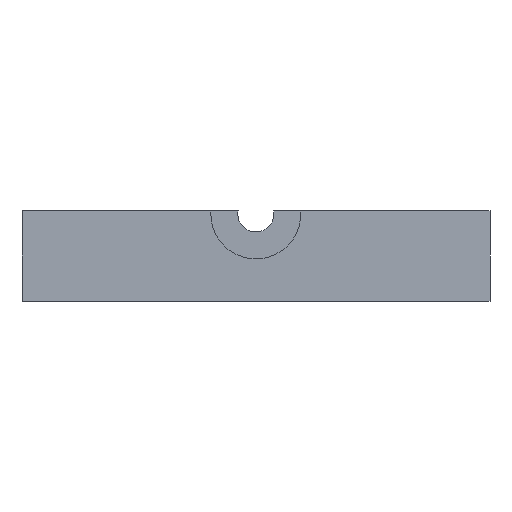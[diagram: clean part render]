
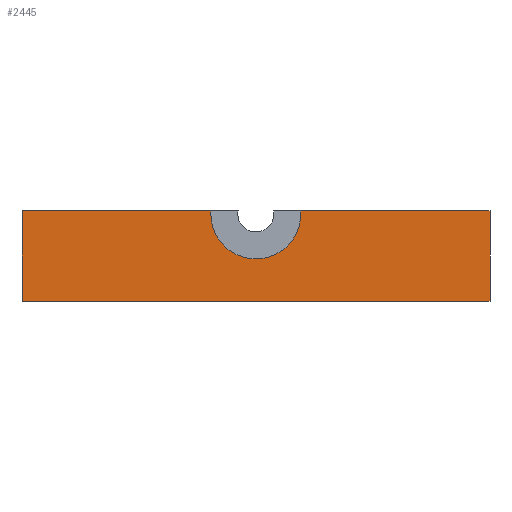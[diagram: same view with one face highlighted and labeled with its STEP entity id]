
A CAD part, front view. The second image highlights one B-rep face of the part: STEP entity #2445.
In plain terms, the highlighted planar face has unit normal (0, -1, 0).
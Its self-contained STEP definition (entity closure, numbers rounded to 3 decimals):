
#22=CIRCLE('',#2580,2.5);
#114=FACE_OUTER_BOUND('',#234,.T.);
#234=EDGE_LOOP('',(#2024,#2025,#2026,#2027,#2028,#2029));
#515=LINE('',#3731,#855);
#563=LINE('',#3817,#903);
#581=LINE('',#3850,#921);
#587=LINE('',#3861,#927);
#588=LINE('',#3863,#928);
#855=VECTOR('',#3000,10.);
#903=VECTOR('',#3076,10.);
#921=VECTOR('',#3096,10.);
#927=VECTOR('',#3106,10.);
#928=VECTOR('',#3109,10.);
#1138=VERTEX_POINT('',#3728);
#1139=VERTEX_POINT('',#3730);
#1163=VERTEX_POINT('',#3815);
#1176=VERTEX_POINT('',#3847);
#1177=VERTEX_POINT('',#3849);
#1180=VERTEX_POINT('',#3860);
#1431=EDGE_CURVE('',#1139,#1138,#515,.T.);
#1479=EDGE_CURVE('',#1138,#1163,#563,.T.);
#1497=EDGE_CURVE('',#1177,#1176,#581,.T.);
#1503=EDGE_CURVE('',#1176,#1180,#587,.T.);
#1504=EDGE_CURVE('',#1180,#1139,#22,.T.);
#1505=EDGE_CURVE('',#1163,#1177,#588,.T.);
#2024=ORIENTED_EDGE('',*,*,#1497,.T.);
#2025=ORIENTED_EDGE('',*,*,#1503,.T.);
#2026=ORIENTED_EDGE('',*,*,#1504,.T.);
#2027=ORIENTED_EDGE('',*,*,#1431,.T.);
#2028=ORIENTED_EDGE('',*,*,#1479,.T.);
#2029=ORIENTED_EDGE('',*,*,#1505,.T.);
#2332=PLANE('',#2579);
#2445=ADVANCED_FACE('',(#114),#2332,.T.);
#2579=AXIS2_PLACEMENT_3D('',#3859,#3104,#3105);
#2580=AXIS2_PLACEMENT_3D('',#3862,#3107,#3108);
#3000=DIRECTION('',(-1.,0.,0.));
#3076=DIRECTION('',(0.,0.,-1.));
#3096=DIRECTION('',(0.,0.,1.));
#3104=DIRECTION('center_axis',(0.,-1.,0.));
#3105=DIRECTION('ref_axis',(-1.,0.,0.));
#3106=DIRECTION('',(-1.,0.,0.));
#3107=DIRECTION('center_axis',(0.,1.,0.));
#3108=DIRECTION('ref_axis',(1.,0.,0.));
#3109=DIRECTION('',(1.,0.,0.));
#3728=CARTESIAN_POINT('',(8.,-2.,0.));
#3730=CARTESIAN_POINT('',(18.486,-2.,0.));
#3731=CARTESIAN_POINT('',(108.,-2.,0.));
#3815=CARTESIAN_POINT('',(8.,-2.,-5.));
#3817=CARTESIAN_POINT('',(8.,-2.,0.));
#3847=CARTESIAN_POINT('',(33.98,-2.,0.));
#3849=CARTESIAN_POINT('',(33.98,-2.,-5.));
#3850=CARTESIAN_POINT('',(33.98,-2.,0.));
#3859=CARTESIAN_POINT('Origin',(143.,-2.,0.));
#3860=CARTESIAN_POINT('',(23.476,-2.,0.));
#3861=CARTESIAN_POINT('',(108.,-2.,0.));
#3862=CARTESIAN_POINT('Origin',(20.981,-2.,-0.163));
#3863=CARTESIAN_POINT('',(108.,-2.,-5.));
